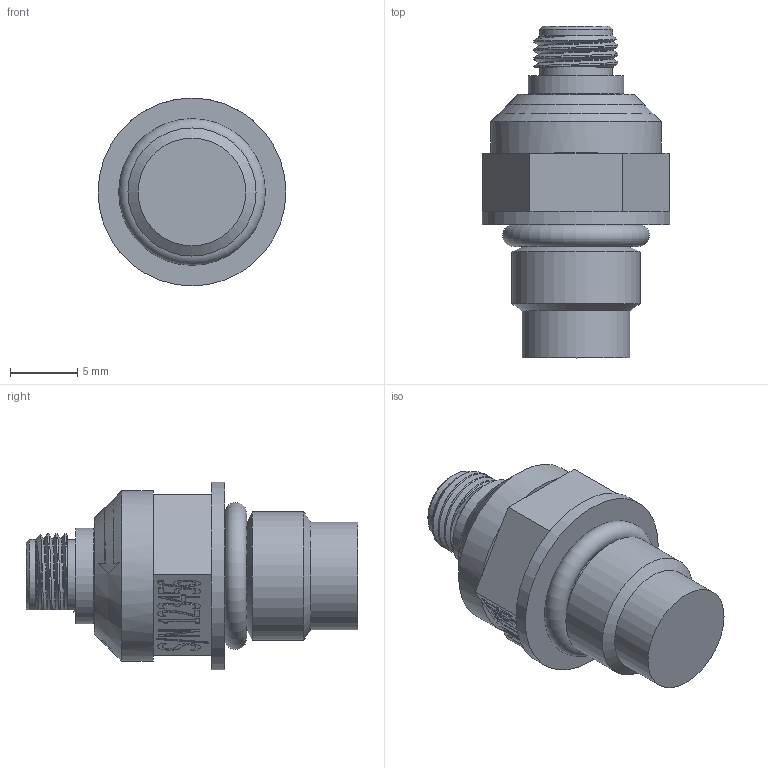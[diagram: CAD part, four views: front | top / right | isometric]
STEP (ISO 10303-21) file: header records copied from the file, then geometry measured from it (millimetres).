
FILE_DESCRIPTION(/* description */ (''),/* implementation_level */ '2;1');
FILE_NAME(/* name */ 'PFT511 RUMI Version without Cable_Simplify_1.stp',/* time_stamp */ '2023-09-27T09:02:09-07:00',/* author */ ('sasan'),/* organization */ (''),/* preprocessor_version */ 'ST-DEVELOPER v18.1',/* originating_system */ 'Autodesk Inventor 2022',/* authorisation */ '');
FILE_SCHEMA (('AUTOMOTIVE_DESIGN { 1 0 10303 214 3 1 1 }'));
Length unit declared in the file: inch
Products named in the file (1): PFT511 RUMI Version without Cable_Simplify_1
Bounding box: 13.97 x 24.67 x 13.97 mm (x, y, z)
Volume: 1917.5 mm3; surface area: 1290.2 mm2
Topology: 1 solids, 1 shells, 472 faces, 1238 edges, 807 vertices
Faces by surface type: plane 265, bspline 125, cylinder 42, torus 20, cone 20
Full cylindrical faces by diameter (mm): 0.522 x1, 0.635 x1, 0.846 x4, 5.436 x1, 7.112 x1, 7.798 x1, 8.001 x1, 9.525 x1, 12.7 x1, 13.97 x1
Entity records: 18539 total; most frequent: CARTESIAN_POINT 7512, ORIENTED_EDGE 2476, DIRECTION 1782, EDGE_CURVE 1238, VERTEX_POINT 807, LINE 766, VECTOR 766, EDGE_LOOP 511
